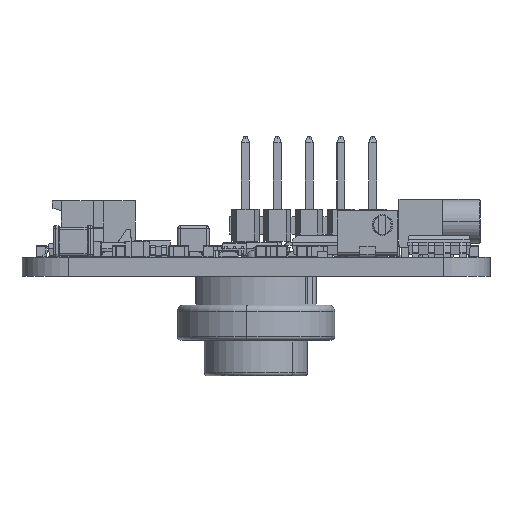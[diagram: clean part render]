
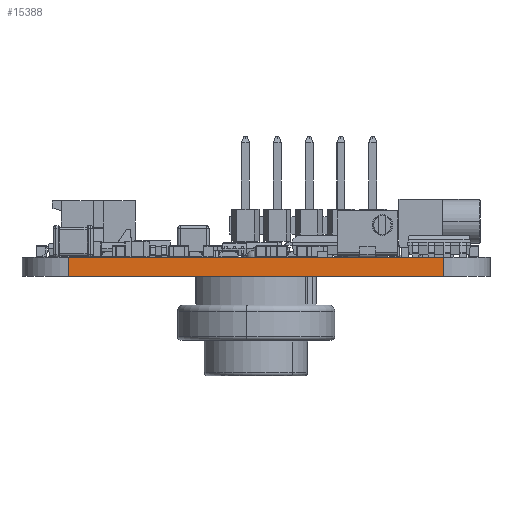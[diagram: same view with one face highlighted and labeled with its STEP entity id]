
A CAD part, left-side view. The second image highlights one B-rep face of the part: STEP entity #15388.
In plain terms, the highlighted planar face has unit normal (-1, 0, 0).
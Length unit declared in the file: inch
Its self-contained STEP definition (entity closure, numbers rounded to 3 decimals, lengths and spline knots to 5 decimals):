
#1794 = VECTOR ( 'NONE', #127932, 39.37008 ) ;
#1873 = CARTESIAN_POINT ( 'NONE',  ( 0., 0.145, -0.0604 ) ) ;
#6386 = VERTEX_POINT ( 'NONE', #39177 ) ;
#7797 = VECTOR ( 'NONE', #77525, 39.37008 ) ;
#8940 = CARTESIAN_POINT ( 'NONE',  ( 0., 0.145, -0.0604 ) ) ;
#11269 = EDGE_LOOP ( 'NONE', ( #116437, #32097, #64110, #170346 ) ) ;
#11314 = CARTESIAN_POINT ( 'NONE',  ( 0., 0.145, 0. ) ) ;
#15182 = CARTESIAN_POINT ( 'NONE',  ( 0., 0.145, -0.0604 ) ) ;
#15388 = ADVANCED_FACE ( 'NONE', ( #149942 ), #112441, .T. ) ;
#17421 = LINE ( 'NONE', #15182, #7797 ) ;
#24486 = CARTESIAN_POINT ( 'NONE',  ( 0., 1.325, -0.0604 ) ) ;
#30920 = DIRECTION ( 'NONE',  ( 0., 1., 0. ) ) ;
#32097 = ORIENTED_EDGE ( 'NONE', *, *, #72600, .T. ) ;
#32492 = VERTEX_POINT ( 'NONE', #11314 ) ;
#35640 = DIRECTION ( 'NONE',  ( 0., 0., 1. ) ) ;
#36968 = DIRECTION ( 'NONE',  ( -1., 0., 0. ) ) ;
#39177 = CARTESIAN_POINT ( 'NONE',  ( 0., 1.325, -0.0604 ) ) ;
#55086 = AXIS2_PLACEMENT_3D ( 'NONE', #114422, #36968, #35640 ) ;
#57577 = VERTEX_POINT ( 'NONE', #198369 ) ;
#59846 = LINE ( 'NONE', #1873, #1794 ) ;
#64110 = ORIENTED_EDGE ( 'NONE', *, *, #144798, .F. ) ;
#66643 = EDGE_CURVE ( 'NONE', #108245, #6386, #17421, .T. ) ;
#72600 = EDGE_CURVE ( 'NONE', #32492, #57577, #153961, .T. ) ;
#77525 = DIRECTION ( 'NONE',  ( 0., 1., 0. ) ) ;
#108245 = VERTEX_POINT ( 'NONE', #8940 ) ;
#112441 = PLANE ( 'NONE',  #55086 ) ;
#114422 = CARTESIAN_POINT ( 'NONE',  ( 0., 0.145, -0.0604 ) ) ;
#116437 = ORIENTED_EDGE ( 'NONE', *, *, #145833, .T. ) ;
#127932 = DIRECTION ( 'NONE',  ( 0., 0., 1. ) ) ;
#144798 = EDGE_CURVE ( 'NONE', #6386, #57577, #160240, .T. ) ;
#145833 = EDGE_CURVE ( 'NONE', #108245, #32492, #59846, .T. ) ;
#149942 = FACE_OUTER_BOUND ( 'NONE', #11269, .T. ) ;
#153961 = LINE ( 'NONE', #168788, #192804 ) ;
#160240 = LINE ( 'NONE', #24486, #194203 ) ;
#168788 = CARTESIAN_POINT ( 'NONE',  ( 0., 0.145, 0. ) ) ;
#170346 = ORIENTED_EDGE ( 'NONE', *, *, #66643, .F. ) ;
#177315 = DIRECTION ( 'NONE',  ( 0., 0., 1. ) ) ;
#192804 = VECTOR ( 'NONE', #30920, 39.37008 ) ;
#194203 = VECTOR ( 'NONE', #177315, 39.37008 ) ;
#198369 = CARTESIAN_POINT ( 'NONE',  ( 0., 1.325, 0. ) ) ;
